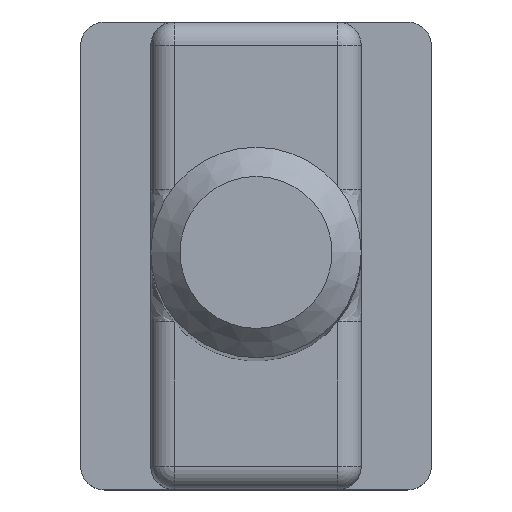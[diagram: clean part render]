
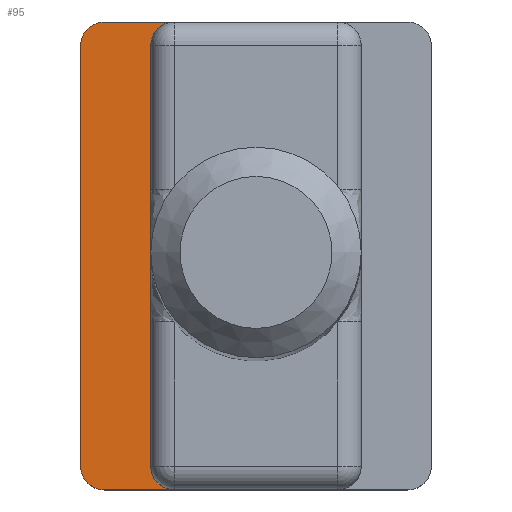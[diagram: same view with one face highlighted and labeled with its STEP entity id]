
A CAD part, top view. The second image highlights one B-rep face of the part: STEP entity #95.
In plain terms, the highlighted planar face has unit normal (0, 0, 1).
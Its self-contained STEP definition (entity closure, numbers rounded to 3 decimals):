
#95 = ADVANCED_FACE( '', ( #153 ), #154, .T. );
#153 = FACE_OUTER_BOUND( '', #779, .T. );
#154 = PLANE( '', #780 );
#779 = EDGE_LOOP( '', ( #939, #940, #941, #942, #943, #944, #945, #946 ) );
#780 = AXIS2_PLACEMENT_3D( '', #947, #948, #949 );
#939 = ORIENTED_EDGE( '', *, *, #1118, .T. );
#940 = ORIENTED_EDGE( '', *, *, #1119, .T. );
#941 = ORIENTED_EDGE( '', *, *, #1120, .T. );
#942 = ORIENTED_EDGE( '', *, *, #1121, .T. );
#943 = ORIENTED_EDGE( '', *, *, #1122, .T. );
#944 = ORIENTED_EDGE( '', *, *, #1117, .T. );
#945 = ORIENTED_EDGE( '', *, *, #1078, .F. );
#946 = ORIENTED_EDGE( '', *, *, #1123, .T. );
#947 = CARTESIAN_POINT( '', ( -15., -20., 11. ) );
#948 = DIRECTION( '', ( 0., 0., 1. ) );
#949 = DIRECTION( '', ( 1., 0., 0. ) );
#1078 = EDGE_CURVE( '', #1167, #1156, #1169, .T. );
#1117 = EDGE_CURVE( '', #1225, #1156, #1227, .F. );
#1118 = EDGE_CURVE( '', #1228, #1229, #1230, .T. );
#1119 = EDGE_CURVE( '', #1229, #1231, #1232, .T. );
#1120 = EDGE_CURVE( '', #1231, #1233, #1234, .T. );
#1121 = EDGE_CURVE( '', #1233, #1235, #1236, .T. );
#1122 = EDGE_CURVE( '', #1235, #1225, #1237, .T. );
#1123 = EDGE_CURVE( '', #1167, #1228, #1238, .F. );
#1156 = VERTEX_POINT( '', #1287 );
#1167 = VERTEX_POINT( '', #1365 );
#1169 = LINE( '', #1368, #1369 );
#1225 = VERTEX_POINT( '', #1500 );
#1227 = CIRCLE( '', #1503, 2. );
#1228 = VERTEX_POINT( '', #1504 );
#1229 = VERTEX_POINT( '', #1505 );
#1230 = LINE( '', #1506, #1507 );
#1231 = VERTEX_POINT( '', #1508 );
#1232 = CIRCLE( '', #1509, 2. );
#1233 = VERTEX_POINT( '', #1510 );
#1234 = LINE( '', #1511, #1512 );
#1235 = VERTEX_POINT( '', #1513 );
#1236 = CIRCLE( '', #1514, 2. );
#1237 = LINE( '', #1515, #1516 );
#1238 = CIRCLE( '', #1517, 2. );
#1287 = CARTESIAN_POINT( '', ( -9., -18., 11. ) );
#1365 = CARTESIAN_POINT( '', ( -9., 18., 11. ) );
#1368 = CARTESIAN_POINT( '', ( -9., 20., 11. ) );
#1369 = VECTOR( '', #1582, 1000. );
#1500 = CARTESIAN_POINT( '', ( -7., -20., 11. ) );
#1503 = AXIS2_PLACEMENT_3D( '', #1667, #1668, #1669 );
#1504 = CARTESIAN_POINT( '', ( -7., 20., 11. ) );
#1505 = CARTESIAN_POINT( '', ( -13., 20., 11. ) );
#1506 = CARTESIAN_POINT( '', ( 15., 20., 11. ) );
#1507 = VECTOR( '', #1670, 1000. );
#1508 = CARTESIAN_POINT( '', ( -15., 18., 11. ) );
#1509 = AXIS2_PLACEMENT_3D( '', #1671, #1672, #1673 );
#1510 = CARTESIAN_POINT( '', ( -15., -18., 11. ) );
#1511 = CARTESIAN_POINT( '', ( -15., 20., 11. ) );
#1512 = VECTOR( '', #1674, 1000. );
#1513 = CARTESIAN_POINT( '', ( -13., -20., 11. ) );
#1514 = AXIS2_PLACEMENT_3D( '', #1675, #1676, #1677 );
#1515 = CARTESIAN_POINT( '', ( -15., -20., 11. ) );
#1516 = VECTOR( '', #1678, 1000. );
#1517 = AXIS2_PLACEMENT_3D( '', #1679, #1680, #1681 );
#1582 = DIRECTION( '', ( 0., -1., 0. ) );
#1667 = CARTESIAN_POINT( '', ( -7., -18., 11. ) );
#1668 = DIRECTION( '', ( 0., 0., 1. ) );
#1669 = DIRECTION( '', ( 1., 0., 0. ) );
#1670 = DIRECTION( '', ( -1., 0., 0. ) );
#1671 = CARTESIAN_POINT( '', ( -13., 18., 11. ) );
#1672 = DIRECTION( '', ( 0., 0., 1. ) );
#1673 = DIRECTION( '', ( 1., 0., 0. ) );
#1674 = DIRECTION( '', ( 0., -1., 0. ) );
#1675 = CARTESIAN_POINT( '', ( -13., -18., 11. ) );
#1676 = DIRECTION( '', ( 0., 0., 1. ) );
#1677 = DIRECTION( '', ( 1., 0., 0. ) );
#1678 = DIRECTION( '', ( 1., 0., 0. ) );
#1679 = CARTESIAN_POINT( '', ( -7., 18., 11. ) );
#1680 = DIRECTION( '', ( 0., 0., 1. ) );
#1681 = DIRECTION( '', ( 1., 0., 0. ) );
